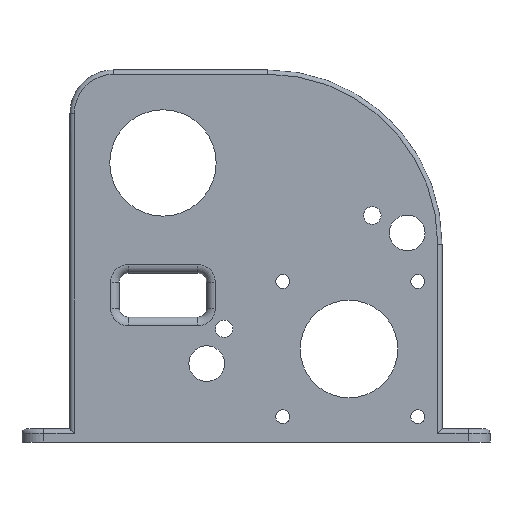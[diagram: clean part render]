
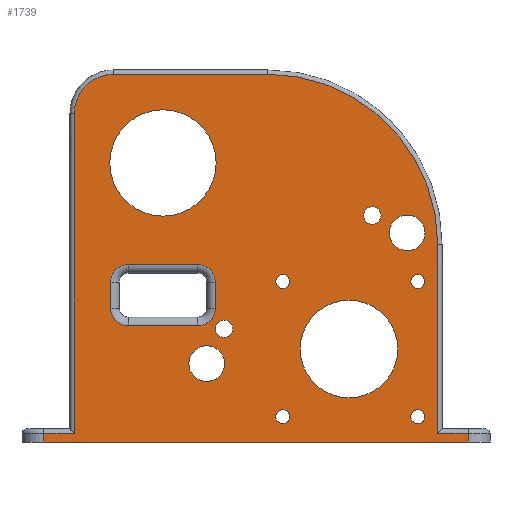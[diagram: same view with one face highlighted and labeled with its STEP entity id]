
A CAD part, left-side view. The second image highlights one B-rep face of the part: STEP entity #1739.
In plain terms, the highlighted planar face has unit normal (-1, 0, 0).
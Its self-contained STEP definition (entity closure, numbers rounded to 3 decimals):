
#35=FACE_BOUND('',#538,.T.);
#36=FACE_BOUND('',#539,.T.);
#37=FACE_BOUND('',#540,.T.);
#38=FACE_BOUND('',#541,.T.);
#39=FACE_BOUND('',#542,.T.);
#40=FACE_BOUND('',#543,.T.);
#41=FACE_BOUND('',#544,.T.);
#42=FACE_BOUND('',#545,.T.);
#43=FACE_BOUND('',#546,.T.);
#44=FACE_BOUND('',#547,.T.);
#45=FACE_BOUND('',#548,.T.);
#63=PLANE('',#1940);
#115=LINE('',#2879,#228);
#119=LINE('',#2885,#232);
#123=LINE('',#2891,#236);
#125=LINE('',#2894,#238);
#148=LINE('',#3163,#261);
#149=LINE('',#3165,#262);
#150=LINE('',#3169,#263);
#151=LINE('',#3173,#264);
#152=LINE('',#3175,#265);
#153=LINE('',#3177,#266);
#154=LINE('',#3179,#267);
#155=LINE('',#3180,#268);
#228=VECTOR('',#2293,10.);
#232=VECTOR('',#2301,10.);
#236=VECTOR('',#2309,10.);
#238=VECTOR('',#2313,10.);
#261=VECTOR('',#2374,10.);
#262=VECTOR('',#2375,10.);
#263=VECTOR('',#2378,10.);
#264=VECTOR('',#2381,10.);
#265=VECTOR('',#2382,10.);
#266=VECTOR('',#2383,10.);
#267=VECTOR('',#2384,10.);
#268=VECTOR('',#2385,10.);
#416=FACE_OUTER_BOUND('',#537,.T.);
#537=EDGE_LOOP('',(#1384,#1385,#1386,#1387,#1388,#1389,#1390,#1391,#1392,
#1393));
#538=EDGE_LOOP('',(#1394));
#539=EDGE_LOOP('',(#1395));
#540=EDGE_LOOP('',(#1396));
#541=EDGE_LOOP('',(#1397));
#542=EDGE_LOOP('',(#1398));
#543=EDGE_LOOP('',(#1399));
#544=EDGE_LOOP('',(#1400));
#545=EDGE_LOOP('',(#1401));
#546=EDGE_LOOP('',(#1402));
#547=EDGE_LOOP('',(#1403));
#548=EDGE_LOOP('',(#1404,#1405,#1406,#1407,#1408,#1409,#1410,#1411));
#666=CIRCLE('',#1885,4.);
#676=CIRCLE('',#1897,4.);
#682=CIRCLE('',#1907,4.);
#686=CIRCLE('',#1912,4.);
#702=CIRCLE('',#1941,39.);
#703=CIRCLE('',#1942,9.);
#704=CIRCLE('',#1943,12.2);
#705=CIRCLE('',#1944,4.1);
#706=CIRCLE('',#1945,2.);
#707=CIRCLE('',#1946,4.1);
#708=CIRCLE('',#1947,2.);
#709=CIRCLE('',#1948,1.6);
#710=CIRCLE('',#1949,1.6);
#711=CIRCLE('',#1950,11.2);
#712=CIRCLE('',#1951,1.6);
#713=CIRCLE('',#1952,1.6);
#810=VERTEX_POINT('',#2819);
#811=VERTEX_POINT('',#2820);
#820=VERTEX_POINT('',#2840);
#821=VERTEX_POINT('',#2842);
#826=VERTEX_POINT('',#2861);
#827=VERTEX_POINT('',#2862);
#830=VERTEX_POINT('',#2870);
#831=VERTEX_POINT('',#2871);
#857=VERTEX_POINT('',#3161);
#858=VERTEX_POINT('',#3162);
#859=VERTEX_POINT('',#3164);
#860=VERTEX_POINT('',#3166);
#861=VERTEX_POINT('',#3168);
#862=VERTEX_POINT('',#3170);
#863=VERTEX_POINT('',#3172);
#864=VERTEX_POINT('',#3174);
#865=VERTEX_POINT('',#3176);
#866=VERTEX_POINT('',#3178);
#867=VERTEX_POINT('',#3181);
#868=VERTEX_POINT('',#3183);
#869=VERTEX_POINT('',#3185);
#870=VERTEX_POINT('',#3187);
#871=VERTEX_POINT('',#3189);
#872=VERTEX_POINT('',#3191);
#873=VERTEX_POINT('',#3193);
#874=VERTEX_POINT('',#3195);
#875=VERTEX_POINT('',#3197);
#876=VERTEX_POINT('',#3199);
#982=EDGE_CURVE('',#810,#811,#666,.T.);
#992=EDGE_CURVE('',#820,#821,#676,.T.);
#1002=EDGE_CURVE('',#826,#827,#682,.T.);
#1006=EDGE_CURVE('',#830,#831,#686,.T.);
#1010=EDGE_CURVE('',#831,#820,#115,.T.);
#1014=EDGE_CURVE('',#827,#830,#119,.T.);
#1018=EDGE_CURVE('',#811,#826,#123,.T.);
#1020=EDGE_CURVE('',#821,#810,#125,.T.);
#1056=EDGE_CURVE('',#857,#858,#148,.T.);
#1057=EDGE_CURVE('',#859,#857,#149,.T.);
#1058=EDGE_CURVE('',#860,#859,#702,.T.);
#1059=EDGE_CURVE('',#861,#860,#150,.T.);
#1060=EDGE_CURVE('',#862,#861,#703,.T.);
#1061=EDGE_CURVE('',#863,#862,#151,.T.);
#1062=EDGE_CURVE('',#864,#863,#152,.T.);
#1063=EDGE_CURVE('',#865,#864,#153,.T.);
#1064=EDGE_CURVE('',#866,#865,#154,.T.);
#1065=EDGE_CURVE('',#866,#858,#155,.T.);
#1066=EDGE_CURVE('',#867,#867,#704,.T.);
#1067=EDGE_CURVE('',#868,#868,#705,.T.);
#1068=EDGE_CURVE('',#869,#869,#706,.T.);
#1069=EDGE_CURVE('',#870,#870,#707,.T.);
#1070=EDGE_CURVE('',#871,#871,#708,.T.);
#1071=EDGE_CURVE('',#872,#872,#709,.T.);
#1072=EDGE_CURVE('',#873,#873,#710,.T.);
#1073=EDGE_CURVE('',#874,#874,#711,.T.);
#1074=EDGE_CURVE('',#875,#875,#712,.T.);
#1075=EDGE_CURVE('',#876,#876,#713,.T.);
#1384=ORIENTED_EDGE('',*,*,#1056,.F.);
#1385=ORIENTED_EDGE('',*,*,#1057,.F.);
#1386=ORIENTED_EDGE('',*,*,#1058,.F.);
#1387=ORIENTED_EDGE('',*,*,#1059,.F.);
#1388=ORIENTED_EDGE('',*,*,#1060,.F.);
#1389=ORIENTED_EDGE('',*,*,#1061,.F.);
#1390=ORIENTED_EDGE('',*,*,#1062,.F.);
#1391=ORIENTED_EDGE('',*,*,#1063,.F.);
#1392=ORIENTED_EDGE('',*,*,#1064,.F.);
#1393=ORIENTED_EDGE('',*,*,#1065,.T.);
#1394=ORIENTED_EDGE('',*,*,#1066,.T.);
#1395=ORIENTED_EDGE('',*,*,#1067,.T.);
#1396=ORIENTED_EDGE('',*,*,#1068,.T.);
#1397=ORIENTED_EDGE('',*,*,#1069,.T.);
#1398=ORIENTED_EDGE('',*,*,#1070,.T.);
#1399=ORIENTED_EDGE('',*,*,#1071,.T.);
#1400=ORIENTED_EDGE('',*,*,#1072,.T.);
#1401=ORIENTED_EDGE('',*,*,#1073,.T.);
#1402=ORIENTED_EDGE('',*,*,#1074,.T.);
#1403=ORIENTED_EDGE('',*,*,#1075,.T.);
#1404=ORIENTED_EDGE('',*,*,#1006,.F.);
#1405=ORIENTED_EDGE('',*,*,#1014,.F.);
#1406=ORIENTED_EDGE('',*,*,#1002,.F.);
#1407=ORIENTED_EDGE('',*,*,#1018,.F.);
#1408=ORIENTED_EDGE('',*,*,#982,.F.);
#1409=ORIENTED_EDGE('',*,*,#1020,.F.);
#1410=ORIENTED_EDGE('',*,*,#992,.F.);
#1411=ORIENTED_EDGE('',*,*,#1010,.F.);
#1739=ADVANCED_FACE('',(#416,#35,#36,#37,#38,#39,#40,#41,#42,#43,#44,#45),
#63,.F.);
#1885=AXIS2_PLACEMENT_3D('',#2821,#2225,#2226);
#1897=AXIS2_PLACEMENT_3D('',#2843,#2249,#2250);
#1907=AXIS2_PLACEMENT_3D('',#2863,#2273,#2274);
#1912=AXIS2_PLACEMENT_3D('',#2872,#2283,#2284);
#1940=AXIS2_PLACEMENT_3D('',#3160,#2372,#2373);
#1941=AXIS2_PLACEMENT_3D('',#3167,#2376,#2377);
#1942=AXIS2_PLACEMENT_3D('',#3171,#2379,#2380);
#1943=AXIS2_PLACEMENT_3D('',#3182,#2386,#2387);
#1944=AXIS2_PLACEMENT_3D('',#3184,#2388,#2389);
#1945=AXIS2_PLACEMENT_3D('',#3186,#2390,#2391);
#1946=AXIS2_PLACEMENT_3D('',#3188,#2392,#2393);
#1947=AXIS2_PLACEMENT_3D('',#3190,#2394,#2395);
#1948=AXIS2_PLACEMENT_3D('',#3192,#2396,#2397);
#1949=AXIS2_PLACEMENT_3D('',#3194,#2398,#2399);
#1950=AXIS2_PLACEMENT_3D('',#3196,#2400,#2401);
#1951=AXIS2_PLACEMENT_3D('',#3198,#2402,#2403);
#1952=AXIS2_PLACEMENT_3D('',#3200,#2404,#2405);
#2225=DIRECTION('center_axis',(-1.,0.,0.));
#2226=DIRECTION('ref_axis',(0.,-0.707,-0.707));
#2249=DIRECTION('center_axis',(-1.,0.,0.));
#2250=DIRECTION('ref_axis',(0.,0.707,-0.707));
#2273=DIRECTION('center_axis',(-1.,0.,0.));
#2274=DIRECTION('ref_axis',(0.,-0.707,0.707));
#2283=DIRECTION('center_axis',(-1.,0.,0.));
#2284=DIRECTION('ref_axis',(0.,0.707,0.707));
#2293=DIRECTION('',(0.,0.,-1.));
#2301=DIRECTION('',(0.,1.,0.));
#2309=DIRECTION('',(0.,0.,1.));
#2313=DIRECTION('',(0.,-1.,0.));
#2372=DIRECTION('center_axis',(1.,0.,0.));
#2373=DIRECTION('ref_axis',(0.,1.,0.));
#2374=DIRECTION('',(0.,-1.,0.));
#2375=DIRECTION('',(0.,0.,-1.));
#2376=DIRECTION('center_axis',(1.,0.,0.));
#2377=DIRECTION('ref_axis',(0.,-0.707,0.707));
#2378=DIRECTION('',(0.,-1.,0.));
#2379=DIRECTION('center_axis',(1.,0.,0.));
#2380=DIRECTION('ref_axis',(0.,0.707,0.707));
#2381=DIRECTION('',(0.,0.,1.));
#2382=DIRECTION('',(0.,-1.,0.));
#2383=DIRECTION('',(0.,0.,1.));
#2384=DIRECTION('',(0.,1.,0.));
#2385=DIRECTION('',(0.,0.,1.));
#2386=DIRECTION('center_axis',(1.,0.,0.));
#2387=DIRECTION('ref_axis',(0.,-1.,0.));
#2388=DIRECTION('center_axis',(1.,0.,0.));
#2389=DIRECTION('ref_axis',(0.,-1.,0.));
#2390=DIRECTION('center_axis',(1.,0.,0.));
#2391=DIRECTION('ref_axis',(0.,-1.,0.));
#2392=DIRECTION('center_axis',(1.,0.,0.));
#2393=DIRECTION('ref_axis',(0.,-1.,0.));
#2394=DIRECTION('center_axis',(1.,0.,0.));
#2395=DIRECTION('ref_axis',(0.,-1.,0.));
#2396=DIRECTION('center_axis',(1.,0.,0.));
#2397=DIRECTION('ref_axis',(0.,1.,0.));
#2398=DIRECTION('center_axis',(1.,0.,0.));
#2399=DIRECTION('ref_axis',(0.,1.,0.));
#2400=DIRECTION('center_axis',(1.,0.,0.));
#2401=DIRECTION('ref_axis',(0.,1.,0.));
#2402=DIRECTION('center_axis',(1.,0.,0.));
#2403=DIRECTION('ref_axis',(0.,1.,0.));
#2404=DIRECTION('center_axis',(1.,0.,0.));
#2405=DIRECTION('ref_axis',(0.,1.,0.));
#2819=CARTESIAN_POINT('',(0.,56.05,26.7));
#2820=CARTESIAN_POINT('',(0.,52.05,30.7));
#2821=CARTESIAN_POINT('Origin',(0.,56.05,30.7));
#2840=CARTESIAN_POINT('',(0.,76.05,30.7));
#2842=CARTESIAN_POINT('',(0.,72.05,26.7));
#2843=CARTESIAN_POINT('Origin',(0.,72.05,30.7));
#2861=CARTESIAN_POINT('',(0.,52.05,36.7));
#2862=CARTESIAN_POINT('',(0.,56.05,40.7));
#2863=CARTESIAN_POINT('Origin',(0.,56.05,36.7));
#2870=CARTESIAN_POINT('',(0.,72.05,40.7));
#2871=CARTESIAN_POINT('',(0.,76.05,36.7));
#2872=CARTESIAN_POINT('Origin',(0.,72.05,36.7));
#2879=CARTESIAN_POINT('',(0.,76.05,31.775));
#2885=CARTESIAN_POINT('',(0.,48.375,40.7));
#2891=CARTESIAN_POINT('',(0.,52.05,26.775));
#2894=CARTESIAN_POINT('',(0.,58.375,26.7));
#3160=CARTESIAN_POINT('Origin',(0.,42.7,24.85));
#3161=CARTESIAN_POINT('',(0.,1.,2.));
#3162=CARTESIAN_POINT('',(0.,-6.,2.));
#3163=CARTESIAN_POINT('',(0.,18.6,2.));
#3164=CARTESIAN_POINT('',(0.,1.,45.4));
#3165=CARTESIAN_POINT('',(0.,1.,37.275));
#3166=CARTESIAN_POINT('',(0.,40.,84.4));
#3167=CARTESIAN_POINT('Origin',(0.,40.,45.4));
#3168=CARTESIAN_POINT('',(0.,75.4,84.4));
#3169=CARTESIAN_POINT('',(0.,42.7,84.4));
#3170=CARTESIAN_POINT('',(0.,84.4,75.4));
#3171=CARTESIAN_POINT('Origin',(0.,75.4,75.4));
#3172=CARTESIAN_POINT('',(0.,84.4,2.));
#3173=CARTESIAN_POINT('',(0.,84.4,12.425));
#3174=CARTESIAN_POINT('',(0.,91.4,2.));
#3175=CARTESIAN_POINT('',(0.,66.8,2.));
#3176=CARTESIAN_POINT('',(0.,91.4,0.));
#3177=CARTESIAN_POINT('',(0.,91.4,0.));
#3178=CARTESIAN_POINT('',(0.,-6.,0.));
#3179=CARTESIAN_POINT('',(0.,-6.,0.));
#3180=CARTESIAN_POINT('',(0.,-6.,0.));
#3181=CARTESIAN_POINT('',(0.,76.25,64.05));
#3182=CARTESIAN_POINT('Origin',(0.,64.05,64.05));
#3183=CARTESIAN_POINT('',(0.,12.1,48.));
#3184=CARTESIAN_POINT('Origin',(0.,8.,48.));
#3185=CARTESIAN_POINT('',(0.,52.,26.));
#3186=CARTESIAN_POINT('Origin',(0.,50.,26.));
#3187=CARTESIAN_POINT('',(0.,58.1,18.));
#3188=CARTESIAN_POINT('Origin',(0.,54.,18.));
#3189=CARTESIAN_POINT('',(0.,18.,52.));
#3190=CARTESIAN_POINT('Origin',(0.,16.,52.));
#3191=CARTESIAN_POINT('',(0.,34.98,5.85));
#3192=CARTESIAN_POINT('Origin',(0.,36.58,5.85));
#3193=CARTESIAN_POINT('',(0.,3.98,36.85));
#3194=CARTESIAN_POINT('Origin',(0.,5.58,36.85));
#3195=CARTESIAN_POINT('',(0.,10.15,21.35));
#3196=CARTESIAN_POINT('Origin',(0.,21.35,21.35));
#3197=CARTESIAN_POINT('',(0.,3.98,5.85));
#3198=CARTESIAN_POINT('Origin',(0.,5.58,5.85));
#3199=CARTESIAN_POINT('',(0.,34.98,36.85));
#3200=CARTESIAN_POINT('Origin',(0.,36.58,36.85));
